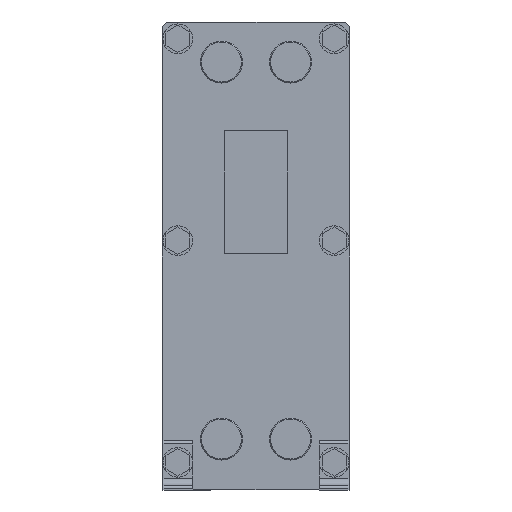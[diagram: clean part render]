
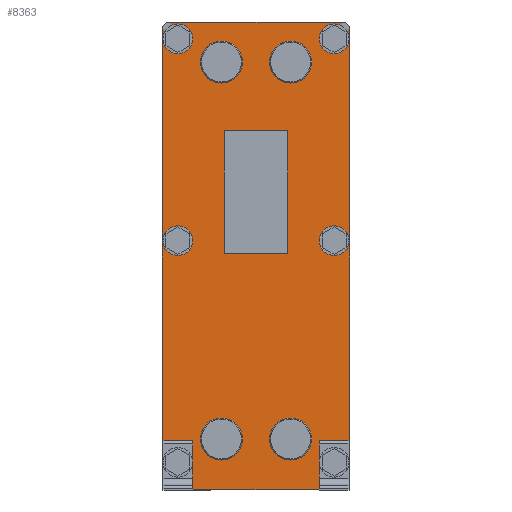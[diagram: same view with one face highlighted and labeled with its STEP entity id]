
A CAD part, front view. The second image highlights one B-rep face of the part: STEP entity #8363.
In plain terms, the highlighted planar face has unit normal (0, -1, 0).
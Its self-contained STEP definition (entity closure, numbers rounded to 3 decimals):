
#643=FACE_BOUND('',#1604,.T.);
#644=FACE_BOUND('',#1605,.T.);
#645=FACE_BOUND('',#1606,.T.);
#646=FACE_BOUND('',#1607,.T.);
#647=FACE_BOUND('',#1608,.T.);
#648=FACE_BOUND('',#1609,.T.);
#649=FACE_BOUND('',#1610,.T.);
#650=FACE_BOUND('',#1611,.T.);
#651=FACE_BOUND('',#1612,.T.);
#775=CIRCLE('',#8844,15.);
#776=CIRCLE('',#8845,15.);
#777=CIRCLE('',#8846,15.);
#778=CIRCLE('',#8847,15.);
#779=CIRCLE('',#8848,21.2);
#780=CIRCLE('',#8849,21.2);
#781=CIRCLE('',#8850,21.2);
#782=CIRCLE('',#8851,21.2);
#1133=FACE_OUTER_BOUND('',#1603,.T.);
#1603=EDGE_LOOP('',(#5927,#5928,#5929,#5930,#5931,#5932,#5933,#5934,#5935,
#5936,#5937,#5938,#5939,#5940));
#1604=EDGE_LOOP('',(#5941,#5942,#5943,#5944));
#1605=EDGE_LOOP('',(#5945));
#1606=EDGE_LOOP('',(#5946));
#1607=EDGE_LOOP('',(#5947));
#1608=EDGE_LOOP('',(#5948));
#1609=EDGE_LOOP('',(#5949));
#1610=EDGE_LOOP('',(#5950));
#1611=EDGE_LOOP('',(#5951));
#1612=EDGE_LOOP('',(#5952));
#2190=LINE('',#12275,#3138);
#2194=LINE('',#12282,#3142);
#2196=LINE('',#12286,#3144);
#2198=LINE('',#12290,#3146);
#2200=LINE('',#12294,#3148);
#2202=LINE('',#12298,#3150);
#2205=LINE('',#12304,#3153);
#2206=LINE('',#12307,#3154);
#2207=LINE('',#12309,#3155);
#2208=LINE('',#12311,#3156);
#2209=LINE('',#12313,#3157);
#2210=LINE('',#12315,#3158);
#2211=LINE('',#12317,#3159);
#2212=LINE('',#12318,#3160);
#2213=LINE('',#12321,#3161);
#2214=LINE('',#12323,#3162);
#2215=LINE('',#12325,#3163);
#2216=LINE('',#12326,#3164);
#3138=VECTOR('',#9678,10.);
#3142=VECTOR('',#9684,10.);
#3144=VECTOR('',#9688,10.);
#3146=VECTOR('',#9692,10.);
#3148=VECTOR('',#9696,10.);
#3150=VECTOR('',#9700,10.);
#3153=VECTOR('',#9705,10.);
#3154=VECTOR('',#9708,10.);
#3155=VECTOR('',#9709,10.);
#3156=VECTOR('',#9710,10.);
#3157=VECTOR('',#9711,10.);
#3158=VECTOR('',#9712,10.);
#3159=VECTOR('',#9713,10.);
#3160=VECTOR('',#9714,10.);
#3161=VECTOR('',#9715,10.);
#3162=VECTOR('',#9716,10.);
#3163=VECTOR('',#9717,10.);
#3164=VECTOR('',#9718,10.);
#4093=VERTEX_POINT('',#12272);
#4094=VERTEX_POINT('',#12274);
#4096=VERTEX_POINT('',#12280);
#4097=VERTEX_POINT('',#12284);
#4098=VERTEX_POINT('',#12288);
#4099=VERTEX_POINT('',#12292);
#4100=VERTEX_POINT('',#12296);
#4102=VERTEX_POINT('',#12302);
#4103=VERTEX_POINT('',#12306);
#4104=VERTEX_POINT('',#12308);
#4105=VERTEX_POINT('',#12310);
#4106=VERTEX_POINT('',#12312);
#4107=VERTEX_POINT('',#12314);
#4108=VERTEX_POINT('',#12316);
#4109=VERTEX_POINT('',#12319);
#4110=VERTEX_POINT('',#12320);
#4111=VERTEX_POINT('',#12322);
#4112=VERTEX_POINT('',#12324);
#4113=VERTEX_POINT('',#12327);
#4114=VERTEX_POINT('',#12329);
#4115=VERTEX_POINT('',#12331);
#4116=VERTEX_POINT('',#12333);
#4117=VERTEX_POINT('',#12335);
#4118=VERTEX_POINT('',#12337);
#4119=VERTEX_POINT('',#12339);
#4120=VERTEX_POINT('',#12341);
#4832=EDGE_CURVE('',#4094,#4093,#2190,.T.);
#4836=EDGE_CURVE('',#4093,#4096,#2194,.T.);
#4838=EDGE_CURVE('',#4096,#4097,#2196,.T.);
#4840=EDGE_CURVE('',#4097,#4098,#2198,.T.);
#4842=EDGE_CURVE('',#4098,#4099,#2200,.T.);
#4844=EDGE_CURVE('',#4099,#4100,#2202,.T.);
#4847=EDGE_CURVE('',#4100,#4102,#2205,.T.);
#4848=EDGE_CURVE('',#4102,#4103,#2206,.T.);
#4849=EDGE_CURVE('',#4103,#4104,#2207,.T.);
#4850=EDGE_CURVE('',#4104,#4105,#2208,.T.);
#4851=EDGE_CURVE('',#4106,#4105,#2209,.T.);
#4852=EDGE_CURVE('',#4106,#4107,#2210,.T.);
#4853=EDGE_CURVE('',#4107,#4108,#2211,.T.);
#4854=EDGE_CURVE('',#4108,#4094,#2212,.T.);
#4855=EDGE_CURVE('',#4109,#4110,#2213,.T.);
#4856=EDGE_CURVE('',#4110,#4111,#2214,.T.);
#4857=EDGE_CURVE('',#4111,#4112,#2215,.T.);
#4858=EDGE_CURVE('',#4112,#4109,#2216,.T.);
#4859=EDGE_CURVE('',#4113,#4113,#775,.T.);
#4860=EDGE_CURVE('',#4114,#4114,#776,.T.);
#4861=EDGE_CURVE('',#4115,#4115,#777,.T.);
#4862=EDGE_CURVE('',#4116,#4116,#778,.T.);
#4863=EDGE_CURVE('',#4117,#4117,#779,.T.);
#4864=EDGE_CURVE('',#4118,#4118,#780,.T.);
#4865=EDGE_CURVE('',#4119,#4119,#781,.T.);
#4866=EDGE_CURVE('',#4120,#4120,#782,.T.);
#5927=ORIENTED_EDGE('',*,*,#4848,.T.);
#5928=ORIENTED_EDGE('',*,*,#4849,.T.);
#5929=ORIENTED_EDGE('',*,*,#4850,.T.);
#5930=ORIENTED_EDGE('',*,*,#4851,.F.);
#5931=ORIENTED_EDGE('',*,*,#4852,.T.);
#5932=ORIENTED_EDGE('',*,*,#4853,.T.);
#5933=ORIENTED_EDGE('',*,*,#4854,.T.);
#5934=ORIENTED_EDGE('',*,*,#4832,.T.);
#5935=ORIENTED_EDGE('',*,*,#4836,.T.);
#5936=ORIENTED_EDGE('',*,*,#4838,.T.);
#5937=ORIENTED_EDGE('',*,*,#4840,.T.);
#5938=ORIENTED_EDGE('',*,*,#4842,.T.);
#5939=ORIENTED_EDGE('',*,*,#4844,.T.);
#5940=ORIENTED_EDGE('',*,*,#4847,.T.);
#5941=ORIENTED_EDGE('',*,*,#4855,.T.);
#5942=ORIENTED_EDGE('',*,*,#4856,.T.);
#5943=ORIENTED_EDGE('',*,*,#4857,.T.);
#5944=ORIENTED_EDGE('',*,*,#4858,.T.);
#5945=ORIENTED_EDGE('',*,*,#4859,.T.);
#5946=ORIENTED_EDGE('',*,*,#4860,.T.);
#5947=ORIENTED_EDGE('',*,*,#4861,.T.);
#5948=ORIENTED_EDGE('',*,*,#4862,.T.);
#5949=ORIENTED_EDGE('',*,*,#4863,.T.);
#5950=ORIENTED_EDGE('',*,*,#4864,.T.);
#5951=ORIENTED_EDGE('',*,*,#4865,.T.);
#5952=ORIENTED_EDGE('',*,*,#4866,.T.);
#8021=PLANE('',#8843);
#8363=ADVANCED_FACE('',(#1133,#643,#644,#645,#646,#647,#648,#649,#650,#651),
#8021,.T.);
#8843=AXIS2_PLACEMENT_3D('',#12305,#9706,#9707);
#8844=AXIS2_PLACEMENT_3D('',#12328,#9719,#9720);
#8845=AXIS2_PLACEMENT_3D('',#12330,#9721,#9722);
#8846=AXIS2_PLACEMENT_3D('',#12332,#9723,#9724);
#8847=AXIS2_PLACEMENT_3D('',#12334,#9725,#9726);
#8848=AXIS2_PLACEMENT_3D('',#12336,#9727,#9728);
#8849=AXIS2_PLACEMENT_3D('',#12338,#9729,#9730);
#8850=AXIS2_PLACEMENT_3D('',#12340,#9731,#9732);
#8851=AXIS2_PLACEMENT_3D('',#12342,#9733,#9734);
#9678=DIRECTION('',(0.707,0.,0.707));
#9684=DIRECTION('',(0.,0.,1.));
#9688=DIRECTION('',(-0.707,0.,0.707));
#9692=DIRECTION('',(-1.,0.,0.));
#9696=DIRECTION('',(-0.707,0.,-0.707));
#9700=DIRECTION('',(0.,0.,-1.));
#9705=DIRECTION('',(0.707,0.,-0.707));
#9706=DIRECTION('center_axis',(0.,-1.,0.));
#9707=DIRECTION('ref_axis',(1.,0.,0.));
#9708=DIRECTION('',(0.,0.,1.));
#9709=DIRECTION('',(1.,0.,0.));
#9710=DIRECTION('',(0.,0.,-1.));
#9711=DIRECTION('',(-1.,0.,0.));
#9712=DIRECTION('',(0.,0.,1.));
#9713=DIRECTION('',(1.,0.,0.));
#9714=DIRECTION('',(0.,0.,-1.));
#9715=DIRECTION('',(0.,0.,1.));
#9716=DIRECTION('',(1.,0.,0.));
#9717=DIRECTION('',(0.,0.,-1.));
#9718=DIRECTION('',(-1.,0.,0.));
#9719=DIRECTION('center_axis',(0.,1.,0.));
#9720=DIRECTION('ref_axis',(-1.,0.,0.));
#9721=DIRECTION('center_axis',(0.,1.,0.));
#9722=DIRECTION('ref_axis',(-1.,0.,0.));
#9723=DIRECTION('center_axis',(0.,1.,0.));
#9724=DIRECTION('ref_axis',(-1.,0.,0.));
#9725=DIRECTION('center_axis',(0.,1.,0.));
#9726=DIRECTION('ref_axis',(-1.,0.,0.));
#9727=DIRECTION('center_axis',(0.,1.,0.));
#9728=DIRECTION('ref_axis',(-1.,0.,0.));
#9729=DIRECTION('center_axis',(0.,1.,0.));
#9730=DIRECTION('ref_axis',(-1.,0.,0.));
#9731=DIRECTION('center_axis',(0.,1.,0.));
#9732=DIRECTION('ref_axis',(-1.,0.,0.));
#9733=DIRECTION('center_axis',(0.,1.,0.));
#9734=DIRECTION('ref_axis',(-1.,0.,0.));
#12272=CARTESIAN_POINT('',(95.,-25.,5.));
#12274=CARTESIAN_POINT('',(94.,-25.,4.));
#12275=CARTESIAN_POINT('',(95.,-25.,5.));
#12280=CARTESIAN_POINT('',(95.,-25.,468.));
#12282=CARTESIAN_POINT('',(95.,-25.,468.));
#12284=CARTESIAN_POINT('',(90.,-25.,473.));
#12286=CARTESIAN_POINT('',(90.,-25.,473.));
#12288=CARTESIAN_POINT('',(-90.,-25.,473.));
#12290=CARTESIAN_POINT('',(-90.,-25.,473.));
#12292=CARTESIAN_POINT('',(-95.,-25.,468.));
#12294=CARTESIAN_POINT('',(-95.,-25.,468.));
#12296=CARTESIAN_POINT('',(-95.,-25.,5.));
#12298=CARTESIAN_POINT('',(-95.,-25.,5.));
#12302=CARTESIAN_POINT('',(-94.,-25.,4.));
#12304=CARTESIAN_POINT('',(-90.,-25.,0.));
#12305=CARTESIAN_POINT('Origin',(0.,-25.,236.5));
#12306=CARTESIAN_POINT('',(-94.,-25.,50.));
#12307=CARTESIAN_POINT('',(-94.,-25.,125.641));
#12308=CARTESIAN_POINT('',(-64.,-25.,50.));
#12309=CARTESIAN_POINT('',(0.,-25.,50.));
#12310=CARTESIAN_POINT('',(-64.,-25.,0.));
#12311=CARTESIAN_POINT('',(-64.,-25.,50.));
#12312=CARTESIAN_POINT('',(64.,-25.,0.));
#12313=CARTESIAN_POINT('',(-45.,-25.,0.));
#12314=CARTESIAN_POINT('',(64.,-25.,50.));
#12315=CARTESIAN_POINT('',(64.,-25.,50.));
#12316=CARTESIAN_POINT('',(94.,-25.,50.));
#12317=CARTESIAN_POINT('',(0.,-25.,50.));
#12318=CARTESIAN_POINT('',(94.,-25.,125.641));
#12319=CARTESIAN_POINT('',(-32.25,-25.,239.2));
#12320=CARTESIAN_POINT('',(-32.25,-25.,363.));
#12321=CARTESIAN_POINT('',(-32.25,-25.,237.85));
#12322=CARTESIAN_POINT('',(32.25,-25.,363.));
#12323=CARTESIAN_POINT('',(-16.125,-25.,363.));
#12324=CARTESIAN_POINT('',(32.25,-25.,239.2));
#12325=CARTESIAN_POINT('',(32.25,-25.,299.75));
#12326=CARTESIAN_POINT('',(16.125,-25.,239.2));
#12327=CARTESIAN_POINT('',(-64.,-25.,252.));
#12328=CARTESIAN_POINT('Origin',(-79.,-25.,252.));
#12329=CARTESIAN_POINT('',(-64.,-25.,456.));
#12330=CARTESIAN_POINT('Origin',(-79.,-25.,456.));
#12331=CARTESIAN_POINT('',(94.,-25.,456.));
#12332=CARTESIAN_POINT('Origin',(79.,-25.,456.));
#12333=CARTESIAN_POINT('',(94.,-25.,252.));
#12334=CARTESIAN_POINT('Origin',(79.,-25.,252.));
#12335=CARTESIAN_POINT('',(-13.8,-25.,51.5));
#12336=CARTESIAN_POINT('Origin',(-35.,-25.,51.5));
#12337=CARTESIAN_POINT('',(-13.8,-25.,432.5));
#12338=CARTESIAN_POINT('Origin',(-35.,-25.,432.5));
#12339=CARTESIAN_POINT('',(56.2,-25.,432.5));
#12340=CARTESIAN_POINT('Origin',(35.,-25.,432.5));
#12341=CARTESIAN_POINT('',(56.2,-25.,51.5));
#12342=CARTESIAN_POINT('Origin',(35.,-25.,51.5));
